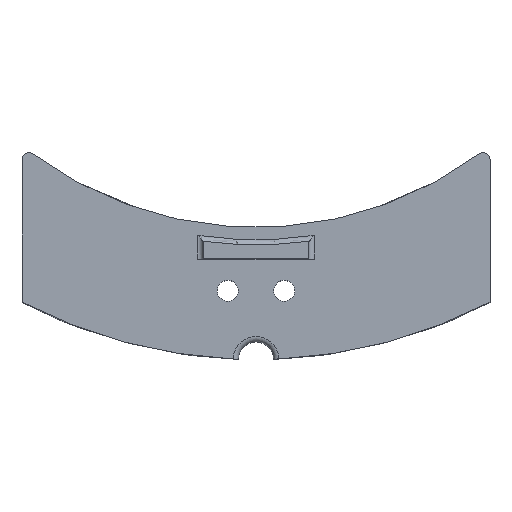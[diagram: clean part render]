
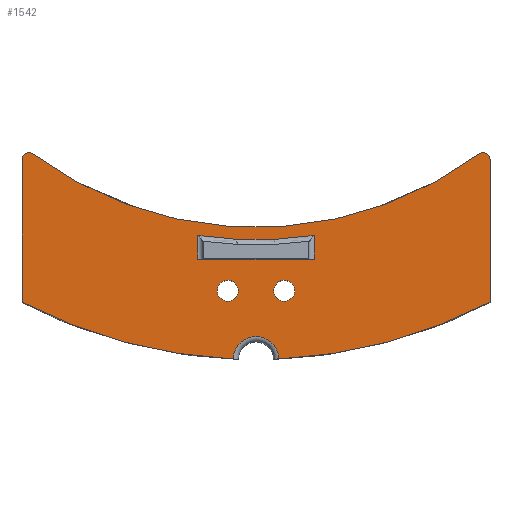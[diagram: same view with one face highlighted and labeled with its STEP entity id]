
A CAD part, top view. The second image highlights one B-rep face of the part: STEP entity #1542.
In plain terms, the highlighted planar face has unit normal (0, 0, 1).
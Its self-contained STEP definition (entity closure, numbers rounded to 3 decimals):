
#99=CARTESIAN_POINT('',(66.492,-127.73,9.));
#100=VERTEX_POINT('',#99);
#107=CARTESIAN_POINT('',(6.498,-143.853,9.));
#108=VERTEX_POINT('',#107);
#109=CARTESIAN_POINT('',(0.,0.,9.));
#110=DIRECTION('',(0.,0.,1.));
#111=DIRECTION('',(1.,0.,-0.));
#112=AXIS2_PLACEMENT_3D('',#109,#110,#111);
#113=CIRCLE('',#112,144.);
#114=EDGE_CURVE('',#108,#100,#113,.T.);
#797=CARTESIAN_POINT('',(-63.303,-85.644,9.));
#798=VERTEX_POINT('',#797);
#805=CARTESIAN_POINT('',(63.303,-85.644,9.));
#806=VERTEX_POINT('',#805);
#807=CARTESIAN_POINT('',(0.,0.,9.));
#808=DIRECTION('',(0.,0.,-1.));
#809=DIRECTION('',(1.,0.,0.));
#810=AXIS2_PLACEMENT_3D('',#807,#808,#809);
#811=CIRCLE('',#810,106.5);
#812=EDGE_CURVE('',#806,#798,#811,.T.);
#837=CARTESIAN_POINT('',(66.492,-87.253,9.));
#838=VERTEX_POINT('',#837);
#845=CARTESIAN_POINT('',(66.492,-127.73,9.));
#846=DIRECTION('',(0.,1.,0.));
#847=VECTOR('',#846,40.477);
#848=LINE('',#845,#847);
#849=EDGE_CURVE('',#100,#838,#848,.T.);
#861=CARTESIAN_POINT('',(-66.492,-127.73,9.));
#862=VERTEX_POINT('',#861);
#940=CARTESIAN_POINT('',(-6.498,-143.853,9.));
#941=VERTEX_POINT('',#940);
#967=CARTESIAN_POINT('',(0.,0.,9.));
#968=DIRECTION('',(0.,0.,1.));
#969=DIRECTION('',(1.,0.,-0.));
#970=AXIS2_PLACEMENT_3D('',#967,#968,#969);
#971=CIRCLE('',#970,144.);
#972=EDGE_CURVE('',#862,#941,#971,.T.);
#1184=CARTESIAN_POINT('',(-66.492,-87.253,9.));
#1185=VERTEX_POINT('',#1184);
#1201=CARTESIAN_POINT('',(-66.492,-87.253,9.));
#1202=DIRECTION('',(0.,-1.,0.));
#1203=VECTOR('',#1202,40.477);
#1204=LINE('',#1201,#1203);
#1205=EDGE_CURVE('',#1185,#862,#1204,.T.);
#1452=CARTESIAN_POINT('',(0.,0.,9.));
#1453=DIRECTION('',(0.,0.,1.));
#1454=DIRECTION('',(1.,0.,0.));
#1455=AXIS2_PLACEMENT_3D('',#1452,#1453,#1454);
#1456=PLANE('',#1455);
#1457=CARTESIAN_POINT('',(11.,-124.5,9.));
#1458=VERTEX_POINT('',#1457);
#1459=CARTESIAN_POINT('',(8.,-124.5,9.));
#1460=DIRECTION('',(0.,0.,1.));
#1461=DIRECTION('',(1.,0.,-0.));
#1462=AXIS2_PLACEMENT_3D('',#1459,#1460,#1461);
#1463=CIRCLE('',#1462,3.);
#1464=EDGE_CURVE('',#1458,#1458,#1463,.T.);
#1465=ORIENTED_EDGE('',*,*,#1464,.F.);
#1466=EDGE_LOOP('',(#1465));
#1467=FACE_BOUND('',#1466,.T.);
#1468=CARTESIAN_POINT('',(-5.,-124.5,9.));
#1469=VERTEX_POINT('',#1468);
#1470=CARTESIAN_POINT('',(-8.,-124.5,9.));
#1471=DIRECTION('',(0.,0.,1.));
#1472=DIRECTION('',(1.,0.,-0.));
#1473=AXIS2_PLACEMENT_3D('',#1470,#1471,#1472);
#1474=CIRCLE('',#1473,3.);
#1475=EDGE_CURVE('',#1469,#1469,#1474,.T.);
#1476=ORIENTED_EDGE('',*,*,#1475,.F.);
#1477=EDGE_LOOP('',(#1476));
#1478=FACE_BOUND('',#1477,.T.);
#1479=CARTESIAN_POINT('',(16.5,-108.755,9.));
#1480=VERTEX_POINT('',#1479);
#1481=CARTESIAN_POINT('',(16.5,-115.5,9.));
#1482=VERTEX_POINT('',#1481);
#1483=CARTESIAN_POINT('',(16.5,-108.755,9.));
#1484=DIRECTION('',(0.,-1.,0.));
#1485=VECTOR('',#1484,6.745);
#1486=LINE('',#1483,#1485);
#1487=EDGE_CURVE('',#1480,#1482,#1486,.T.);
#1488=ORIENTED_EDGE('',*,*,#1487,.T.);
#1489=CARTESIAN_POINT('',(-16.5,-115.5,9.));
#1490=VERTEX_POINT('',#1489);
#1491=CARTESIAN_POINT('',(16.5,-115.5,9.));
#1492=DIRECTION('',(-1.,0.,0.));
#1493=VECTOR('',#1492,33.);
#1494=LINE('',#1491,#1493);
#1495=EDGE_CURVE('',#1482,#1490,#1494,.T.);
#1496=ORIENTED_EDGE('',*,*,#1495,.T.);
#1497=CARTESIAN_POINT('',(-16.5,-108.755,9.));
#1498=VERTEX_POINT('',#1497);
#1499=CARTESIAN_POINT('',(-16.5,-115.5,9.));
#1500=DIRECTION('',(-0.,1.,-0.));
#1501=VECTOR('',#1500,6.745);
#1502=LINE('',#1499,#1501);
#1503=EDGE_CURVE('',#1490,#1498,#1502,.T.);
#1504=ORIENTED_EDGE('',*,*,#1503,.T.);
#1505=CARTESIAN_POINT('',(0.,0.,9.));
#1506=DIRECTION('',(0.,0.,1.));
#1507=DIRECTION('',(1.,0.,-0.));
#1508=AXIS2_PLACEMENT_3D('',#1505,#1506,#1507);
#1509=CIRCLE('',#1508,110.);
#1510=EDGE_CURVE('',#1498,#1480,#1509,.T.);
#1511=ORIENTED_EDGE('',*,*,#1510,.T.);
#1512=EDGE_LOOP('',(#1488,#1496,#1504,#1511));
#1513=FACE_BOUND('',#1512,.T.);
#1514=ORIENTED_EDGE('',*,*,#972,.T.);
#1515=CARTESIAN_POINT('',(-0.,-144.,9.));
#1516=DIRECTION('',(-0.,-0.,-1.));
#1517=DIRECTION('',(1.,0.,-0.));
#1518=AXIS2_PLACEMENT_3D('',#1515,#1516,#1517);
#1519=CIRCLE('',#1518,6.5);
#1520=EDGE_CURVE('',#941,#108,#1519,.T.);
#1521=ORIENTED_EDGE('',*,*,#1520,.T.);
#1522=ORIENTED_EDGE('',*,*,#114,.T.);
#1523=ORIENTED_EDGE('',*,*,#849,.T.);
#1524=CARTESIAN_POINT('',(64.492,-87.253,9.));
#1525=DIRECTION('',(0.,0.,1.));
#1526=DIRECTION('',(1.,0.,-0.));
#1527=AXIS2_PLACEMENT_3D('',#1524,#1525,#1526);
#1528=CIRCLE('',#1527,2.);
#1529=EDGE_CURVE('',#838,#806,#1528,.T.);
#1530=ORIENTED_EDGE('',*,*,#1529,.T.);
#1531=ORIENTED_EDGE('',*,*,#812,.T.);
#1532=CARTESIAN_POINT('',(-64.492,-87.253,9.));
#1533=DIRECTION('',(0.,0.,1.));
#1534=DIRECTION('',(1.,0.,-0.));
#1535=AXIS2_PLACEMENT_3D('',#1532,#1533,#1534);
#1536=CIRCLE('',#1535,2.);
#1537=EDGE_CURVE('',#798,#1185,#1536,.T.);
#1538=ORIENTED_EDGE('',*,*,#1537,.T.);
#1539=ORIENTED_EDGE('',*,*,#1205,.T.);
#1540=EDGE_LOOP('',(#1514,#1521,#1522,#1523,#1530,#1531,#1538,#1539));
#1541=FACE_BOUND('',#1540,.T.);
#1542=ADVANCED_FACE('',(#1467,#1478,#1513,#1541),#1456,.T.);
